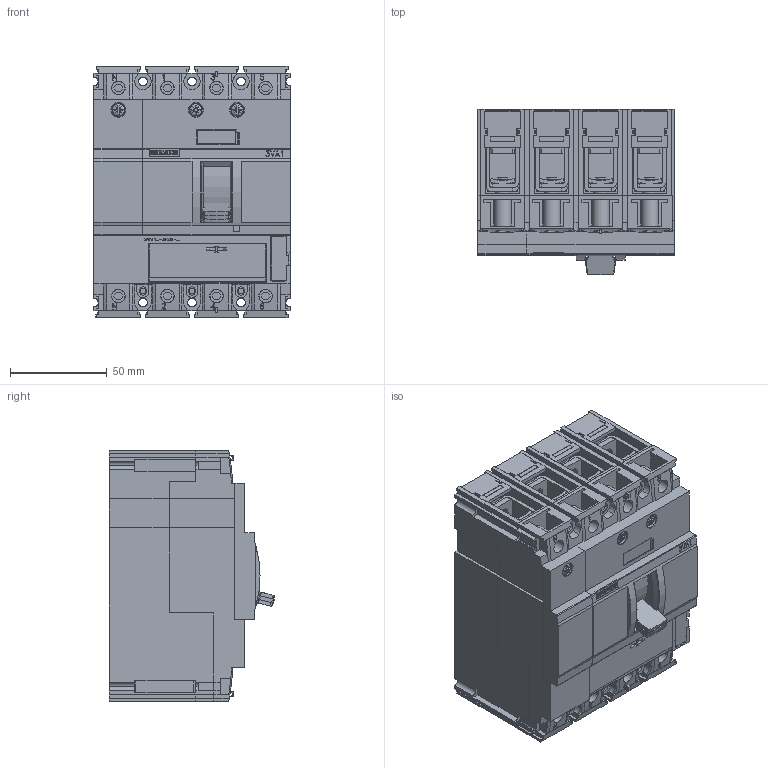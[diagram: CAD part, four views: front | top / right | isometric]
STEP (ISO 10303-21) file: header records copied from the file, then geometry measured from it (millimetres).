
FILE_DESCRIPTION(('no description'),'unknown implementation level');
FILE_NAME('3VA11xxxGE46xxxx_3D_v.stp_3D_v.stp',' ',('SIEMENS A&D'),('CADClick - KiM GmbH - www.kimweb.de'),'unknown preprocess','ACIS','unknown authorization');
FILE_SCHEMA(('automotive_design'));
Length unit declared in the file: millimetre
Products named in the file (1): 3VA11..-.GE46-....
Bounding box: 101.6 x 85.56 x 130.24 mm (x, y, z)
Volume: 807037.5 mm3; surface area: 156804.5 mm2
Topology: 1 solids, 2 shells, 3973 faces, 12085 edges, 8012 vertices
Faces by surface type: plane 3051, cylinder 838, cone 54, torus 30
Entity records: 269663 total; most frequent: CARTESIAN_POINT 27053, ORIENTED_EDGE 24170, STYLED_ITEM 24071, PRESENTATION_STYLE_ASSIGNMENT 24071, COLOUR_RGB 24071, DIRECTION 21718, EDGE_CURVE 12085, CURVE_STYLE 12085
